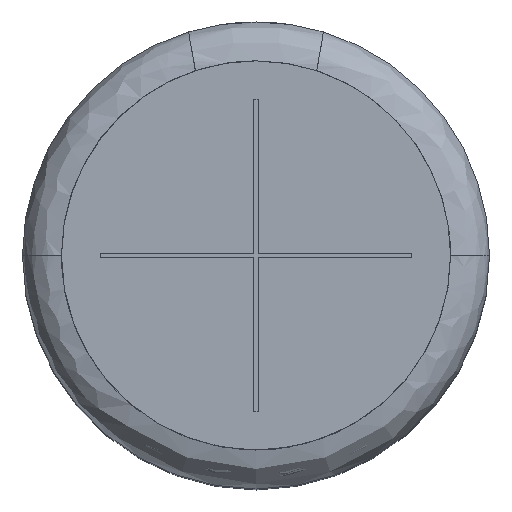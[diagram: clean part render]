
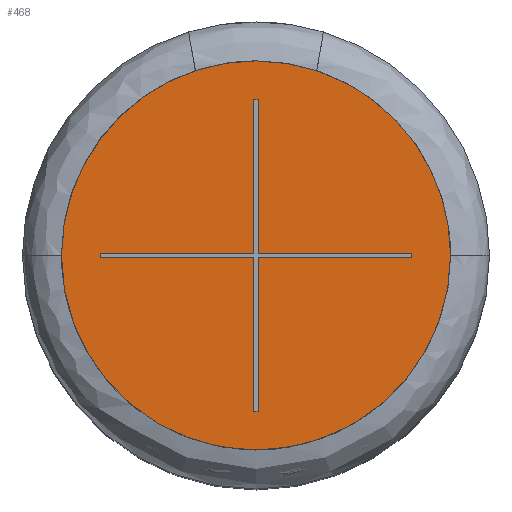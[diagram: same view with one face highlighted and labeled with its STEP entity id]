
A CAD part, top view. The second image highlights one B-rep face of the part: STEP entity #468.
In plain terms, the highlighted planar face has unit normal (0, 0, 1).
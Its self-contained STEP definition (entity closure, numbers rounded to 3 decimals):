
#231 = VERTEX_POINT ( 'NONE', #6874 ) ;
#266 = VERTEX_POINT ( 'NONE', #6917 ) ;
#269 = EDGE_CURVE ( 'NONE', #285, #266, #7039, .T. ) ;
#278 = VERTEX_POINT ( 'NONE', #6909 ) ;
#285 = VERTEX_POINT ( 'NONE', #1949 ) ;
#305 = VERTEX_POINT ( 'NONE', #2069 ) ;
#306 = EDGE_CURVE ( 'NONE', #278, #231, #1893, .T. ) ;
#307 = VERTEX_POINT ( 'NONE', #1885 ) ;
#311 = VERTEX_POINT ( 'NONE', #2005 ) ;
#319 = EDGE_CURVE ( 'NONE', #346, #412, #2032, .T. ) ;
#326 = VERTEX_POINT ( 'NONE', #1983 ) ;
#330 = EDGE_CURVE ( 'NONE', #412, #421, #2012, .T. ) ;
#341 = VERTEX_POINT ( 'NONE', #2093 ) ;
#346 = VERTEX_POINT ( 'NONE', #2164 ) ;
#351 = EDGE_CURVE ( 'NONE', #421, #326, #2186, .T. ) ;
#362 = EDGE_CURVE ( 'NONE', #326, #278, #2116, .T. ) ;
#363 = EDGE_CURVE ( 'NONE', #380, #341, #2111, .T. ) ;
#364 = EDGE_CURVE ( 'NONE', #305, #368, #2080, .T. ) ;
#368 = VERTEX_POINT ( 'NONE', #2272 ) ;
#370 = EDGE_CURVE ( 'NONE', #341, #305, #2246, .T. ) ;
#372 = EDGE_CURVE ( 'NONE', #368, #311, #2235, .T. ) ;
#380 = VERTEX_POINT ( 'NONE', #2229 ) ;
#383 = EDGE_CURVE ( 'NONE', #231, #380, #2294, .T. ) ;
#388 = ORIENTED_EDGE ( 'NONE', *, *, #306, .T. ) ;
#393 = ORIENTED_EDGE ( 'NONE', *, *, #558, .F. ) ;
#411 = EDGE_CURVE ( 'NONE', #311, #307, #2424, .T. ) ;
#412 = VERTEX_POINT ( 'NONE', #2422 ) ;
#419 = EDGE_CURVE ( 'NONE', #307, #346, #2417, .T. ) ;
#421 = VERTEX_POINT ( 'NONE', #2464 ) ;
#427 = ORIENTED_EDGE ( 'NONE', *, *, #351, .T. ) ;
#468 = ADVANCED_FACE ( 'NONE', ( #2626, #2696 ), #2637, .T. ) ;
#469 = ORIENTED_EDGE ( 'NONE', *, *, #411, .T. ) ;
#470 = ORIENTED_EDGE ( 'NONE', *, *, #370, .T. ) ;
#471 = ORIENTED_EDGE ( 'NONE', *, *, #319, .T. ) ;
#531 = EDGE_LOOP ( 'NONE', ( #559, #557, #393 ) ) ;
#533 = EDGE_LOOP ( 'NONE', ( #427, #589, #388, #550, #551, #470, #549, #593, #469, #552, #471, #554 ) ) ;
#548 = EDGE_CURVE ( 'NONE', #266, #590, #3257, .T. ) ;
#549 = ORIENTED_EDGE ( 'NONE', *, *, #364, .T. ) ;
#550 = ORIENTED_EDGE ( 'NONE', *, *, #383, .T. ) ;
#551 = ORIENTED_EDGE ( 'NONE', *, *, #363, .T. ) ;
#552 = ORIENTED_EDGE ( 'NONE', *, *, #419, .T. ) ;
#554 = ORIENTED_EDGE ( 'NONE', *, *, #330, .T. ) ;
#557 = ORIENTED_EDGE ( 'NONE', *, *, #269, .F. ) ;
#558 = EDGE_CURVE ( 'NONE', #590, #285, #3237, .T. ) ;
#559 = ORIENTED_EDGE ( 'NONE', *, *, #548, .F. ) ;
#589 = ORIENTED_EDGE ( 'NONE', *, *, #362, .T. ) ;
#590 = VERTEX_POINT ( 'NONE', #3599 ) ;
#593 = ORIENTED_EDGE ( 'NONE', *, *, #372, .T. ) ;
#1885 = CARTESIAN_POINT ( 'NONE',  ( -895.138, -1838.114, 24.88 ) ) ;
#1892 = CARTESIAN_POINT ( 'NONE',  ( -894.978, -1834.284, 24.88 ) ) ;
#1893 = LINE ( 'NONE', #1892, #2008 ) ;
#1949 = CARTESIAN_POINT ( 'NONE',  ( -887.558, -1838.034, 24.88 ) ) ;
#1971 = DIRECTION ( 'NONE',  ( 1., 0., 0. ) ) ;
#1972 = VECTOR ( 'NONE', #1971, 1000. ) ;
#1983 = CARTESIAN_POINT ( 'NONE',  ( -895.138, -1832.034, 24.88 ) ) ;
#2005 = CARTESIAN_POINT ( 'NONE',  ( -895.138, -1844.034, 24.88 ) ) ;
#2007 = DIRECTION ( 'NONE',  ( 0., -1., 0. ) ) ;
#2008 = VECTOR ( 'NONE', #2007, 1000. ) ;
#2010 = DIRECTION ( 'NONE',  ( 0., 1., 0. ) ) ;
#2011 = CARTESIAN_POINT ( 'NONE',  ( -895.058, -1837.954, 24.88 ) ) ;
#2012 = LINE ( 'NONE', #2011, #1972 ) ;
#2017 = VECTOR ( 'NONE', #2010, 1000. ) ;
#2018 = CARTESIAN_POINT ( 'NONE',  ( -901.058, -1834.284, 24.88 ) ) ;
#2032 = LINE ( 'NONE', #2018, #2017 ) ;
#2069 = CARTESIAN_POINT ( 'NONE',  ( -894.978, -1838.114, 24.88 ) ) ;
#2080 = LINE ( 'NONE', #2112, #2270 ) ;
#2093 = CARTESIAN_POINT ( 'NONE',  ( -889.058, -1838.114, 24.88 ) ) ;
#2110 = CARTESIAN_POINT ( 'NONE',  ( -889.058, -1834.284, 24.88 ) ) ;
#2111 = LINE ( 'NONE', #2110, #2274 ) ;
#2112 = CARTESIAN_POINT ( 'NONE',  ( -894.978, -1834.284, 24.88 ) ) ;
#2113 = DIRECTION ( 'NONE',  ( 1., 0., 0. ) ) ;
#2114 = VECTOR ( 'NONE', #2113, 1000. ) ;
#2115 = CARTESIAN_POINT ( 'NONE',  ( -895.058, -1832.034, 24.88 ) ) ;
#2116 = LINE ( 'NONE', #2115, #2114 ) ;
#2148 = DIRECTION ( 'NONE',  ( 0., 1., 0. ) ) ;
#2150 = VECTOR ( 'NONE', #2148, 1000. ) ;
#2164 = CARTESIAN_POINT ( 'NONE',  ( -901.058, -1838.114, 24.88 ) ) ;
#2185 = CARTESIAN_POINT ( 'NONE',  ( -895.138, -1834.284, 24.88 ) ) ;
#2186 = LINE ( 'NONE', #2185, #2150 ) ;
#2229 = CARTESIAN_POINT ( 'NONE',  ( -889.058, -1837.954, 24.88 ) ) ;
#2231 = DIRECTION ( 'NONE',  ( -1., 0., 0. ) ) ;
#2232 = VECTOR ( 'NONE', #2231, 1000. ) ;
#2234 = CARTESIAN_POINT ( 'NONE',  ( -895.058, -1844.034, 24.88 ) ) ;
#2235 = LINE ( 'NONE', #2234, #2232 ) ;
#2243 = DIRECTION ( 'NONE',  ( -1., 0., 0. ) ) ;
#2244 = VECTOR ( 'NONE', #2243, 1000. ) ;
#2245 = CARTESIAN_POINT ( 'NONE',  ( -895.058, -1838.114, 24.88 ) ) ;
#2246 = LINE ( 'NONE', #2245, #2244 ) ;
#2269 = DIRECTION ( 'NONE',  ( 0., -1., 0. ) ) ;
#2270 = VECTOR ( 'NONE', #2269, 1000. ) ;
#2272 = CARTESIAN_POINT ( 'NONE',  ( -894.978, -1844.034, 24.88 ) ) ;
#2273 = DIRECTION ( 'NONE',  ( 0., -1., 0. ) ) ;
#2274 = VECTOR ( 'NONE', #2273, 1000. ) ;
#2291 = DIRECTION ( 'NONE',  ( 1., 0., 0. ) ) ;
#2292 = VECTOR ( 'NONE', #2291, 1000. ) ;
#2293 = CARTESIAN_POINT ( 'NONE',  ( -895.058, -1837.954, 24.88 ) ) ;
#2294 = LINE ( 'NONE', #2293, #2292 ) ;
#2333 = DIRECTION ( 'NONE',  ( -1., 0., 0. ) ) ;
#2334 = VECTOR ( 'NONE', #2333, 1000. ) ;
#2416 = CARTESIAN_POINT ( 'NONE',  ( -895.058, -1838.114, 24.88 ) ) ;
#2417 = LINE ( 'NONE', #2416, #2334 ) ;
#2419 = DIRECTION ( 'NONE',  ( 0., 1., 0. ) ) ;
#2420 = VECTOR ( 'NONE', #2419, 1000. ) ;
#2422 = CARTESIAN_POINT ( 'NONE',  ( -901.058, -1837.954, 24.88 ) ) ;
#2424 = LINE ( 'NONE', #2425, #2420 ) ;
#2425 = CARTESIAN_POINT ( 'NONE',  ( -895.138, -1834.284, 24.88 ) ) ;
#2464 = CARTESIAN_POINT ( 'NONE',  ( -895.138, -1837.954, 24.88 ) ) ;
#2559 = DIRECTION ( 'NONE',  ( 1., 0., 0. ) ) ;
#2560 = DIRECTION ( 'NONE',  ( 0., 0., 1. ) ) ;
#2561 = CARTESIAN_POINT ( 'NONE',  ( -895.058, -1834.284, 24.88 ) ) ;
#2562 = AXIS2_PLACEMENT_3D ( 'NONE', #2561, #2560, #2559 ) ;
#2626 = FACE_OUTER_BOUND ( 'NONE', #531, .T. ) ;
#2637 = PLANE ( 'NONE',  #2562 ) ;
#2696 = FACE_BOUND ( 'NONE', #533, .T. ) ;
#3233 = CARTESIAN_POINT ( 'NONE',  ( -890.665, -1830.534, 24.88 ) ) ;
#3234 = CARTESIAN_POINT ( 'NONE',  ( -895.058, -1830.534, 24.88 ) ) ;
#3237 =( BOUNDED_CURVE ( )  B_SPLINE_CURVE ( 3, ( #3234, #3233, #3378, #3376 ),
 .UNSPECIFIED., .F., .T. ) 
 B_SPLINE_CURVE_WITH_KNOTS ( ( 4, 4 ),
 ( 0., 1. ),
 .UNSPECIFIED. ) 
 CURVE ( )  GEOMETRIC_REPRESENTATION_ITEM ( )  RATIONAL_B_SPLINE_CURVE ( ( 1., 0.805, 0.805, 1. ) ) 
 REPRESENTATION_ITEM ( '' )  );
#3249 = CARTESIAN_POINT ( 'NONE',  ( -895.058, -1830.534, 24.88 ) ) ;
#3251 = CARTESIAN_POINT ( 'NONE',  ( -899.451, -1830.534, 24.88 ) ) ;
#3252 = CARTESIAN_POINT ( 'NONE',  ( -902.558, -1833.64, 24.88 ) ) ;
#3253 = CARTESIAN_POINT ( 'NONE',  ( -902.558, -1838.034, 24.88 ) ) ;
#3257 =( BOUNDED_CURVE ( )  B_SPLINE_CURVE ( 3, ( #3253, #3252, #3251, #3249 ),
 .UNSPECIFIED., .F., .T. ) 
 B_SPLINE_CURVE_WITH_KNOTS ( ( 4, 4 ),
 ( 0., 1. ),
 .UNSPECIFIED. ) 
 CURVE ( )  GEOMETRIC_REPRESENTATION_ITEM ( )  RATIONAL_B_SPLINE_CURVE ( ( 1., 0.805, 0.805, 1. ) ) 
 REPRESENTATION_ITEM ( '' )  );
#3376 = CARTESIAN_POINT ( 'NONE',  ( -887.558, -1838.034, 24.88 ) ) ;
#3378 = CARTESIAN_POINT ( 'NONE',  ( -887.558, -1833.64, 24.88 ) ) ;
#3599 = CARTESIAN_POINT ( 'NONE',  ( -895.058, -1830.534, 24.88 ) ) ;
#6874 = CARTESIAN_POINT ( 'NONE',  ( -894.978, -1837.954, 24.88 ) ) ;
#6909 = CARTESIAN_POINT ( 'NONE',  ( -894.978, -1832.034, 24.88 ) ) ;
#6917 = CARTESIAN_POINT ( 'NONE',  ( -902.558, -1838.034, 24.88 ) ) ;
#7034 = CARTESIAN_POINT ( 'NONE',  ( -902.558, -1838.034, 24.88 ) ) ;
#7035 = CARTESIAN_POINT ( 'NONE',  ( -902.558, -1853.034, 24.88 ) ) ;
#7036 = CARTESIAN_POINT ( 'NONE',  ( -887.558, -1853.034, 24.88 ) ) ;
#7037 = CARTESIAN_POINT ( 'NONE',  ( -887.558, -1838.034, 24.88 ) ) ;
#7039 =( BOUNDED_CURVE ( )  B_SPLINE_CURVE ( 3, ( #7037, #7036, #7035, #7034 ),
 .UNSPECIFIED., .F., .T. ) 
 B_SPLINE_CURVE_WITH_KNOTS ( ( 4, 4 ),
 ( 0., 1. ),
 .UNSPECIFIED. ) 
 CURVE ( )  GEOMETRIC_REPRESENTATION_ITEM ( )  RATIONAL_B_SPLINE_CURVE ( ( 1., 0.333, 0.333, 1. ) ) 
 REPRESENTATION_ITEM ( '' )  );
